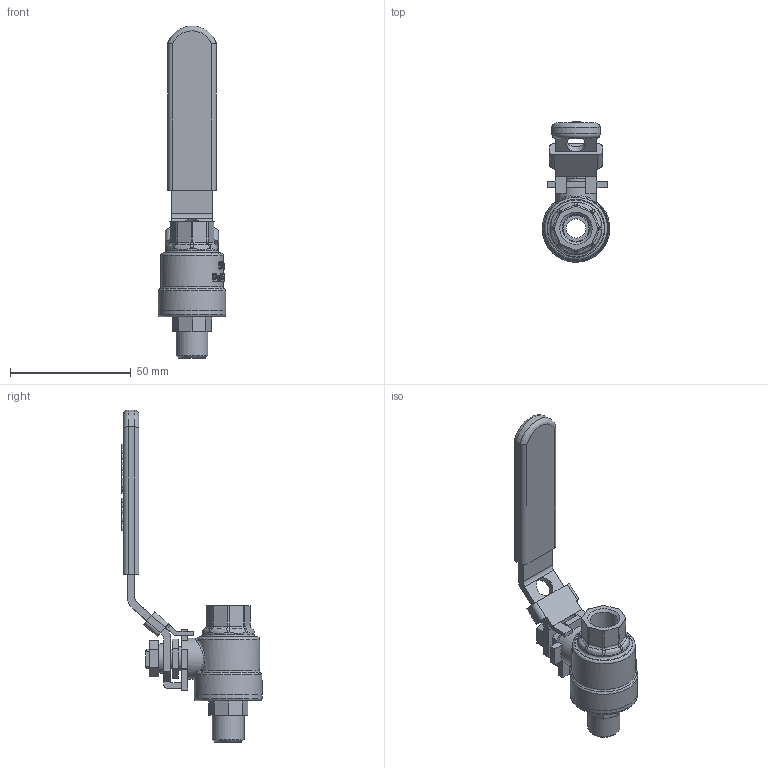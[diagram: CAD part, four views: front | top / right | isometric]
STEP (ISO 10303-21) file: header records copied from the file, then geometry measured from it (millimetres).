
FILE_DESCRIPTION(/* description */ ('789002'),/* implementation_level */ '2;1');
FILE_NAME(/* name */ '789002.stp',/* time_stamp */ '2019-05-10T14:51:47+02:00',/* author */ ('jmorand'),/* organization */ ('Sferaco'),/* preprocessor_version */ 'ST-DEVELOPER v17.2',/* originating_system */ 'Autodesk Inventor 2019',/* authorisation */ '');
FILE_SCHEMA (('AUTOMOTIVE_DESIGN { 1 0 10303 214 3 1 1 }'));
Length unit declared in the file: millimetre
Products named in the file (1): 789002_bd
Bounding box: 28 x 58 x 137.5 mm (x, y, z)
Volume: 31872.9 mm3; surface area: 22435 mm2
Topology: 9 solids, 9 shells, 786 faces, 2082 edges, 1374 vertices
Faces by surface type: bspline 366, plane 317, cylinder 80, torus 15, cone 6, sphere 2
Full cylindrical faces by diameter (mm): 6.647 x1, 7.8 x1, 8 x3, 10 x1, 10.106 x1, 10.8 x1, 11.445 x1, 13.157 x1, 17 x1, 21.5 x1, 28 x2
Entity records: 31610 total; most frequent: CARTESIAN_POINT 13521, ORIENTED_EDGE 4166, DIRECTION 2434, EDGE_CURVE 2083, VERTEX_POINT 1375, LINE 1086, VECTOR 1086, EDGE_LOOP 860
